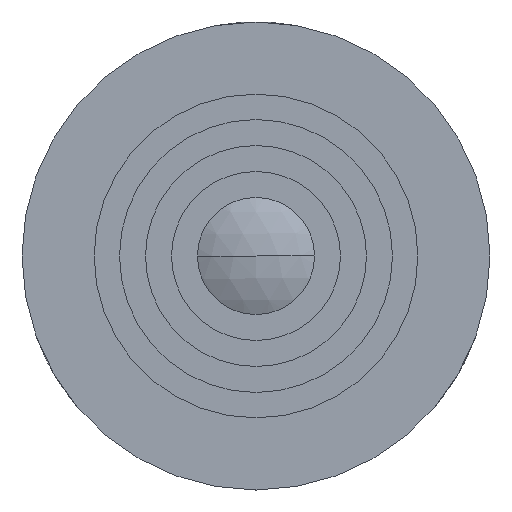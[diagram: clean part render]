
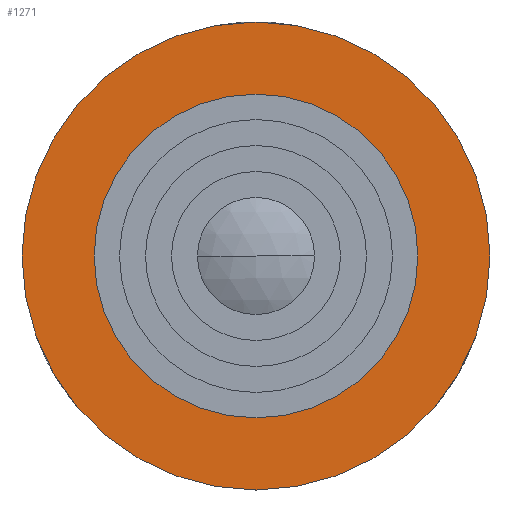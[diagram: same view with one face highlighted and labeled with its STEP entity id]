
A CAD part, left-side view. The second image highlights one B-rep face of the part: STEP entity #1271.
In plain terms, the highlighted planar face has unit normal (-1, 0, 0).
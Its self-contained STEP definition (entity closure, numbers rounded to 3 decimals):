
#18 = ORIENTED_EDGE ( 'NONE', *, *, #613, .T. ) ;
#213 = DIRECTION ( 'NONE',  ( -1., 0., 0. ) ) ;
#217 = DIRECTION ( 'NONE',  ( 0., 0., 1. ) ) ;
#417 = CARTESIAN_POINT ( 'NONE',  ( 0., 18., 0. ) ) ;
#425 = CARTESIAN_POINT ( 'NONE',  ( 0., 0., 0. ) ) ;
#440 = AXIS2_PLACEMENT_3D ( 'NONE', #425, #1966, #680 ) ;
#467 = CARTESIAN_POINT ( 'NONE',  ( 0., 0., 0. ) ) ;
#491 = VERTEX_POINT ( 'NONE', #2430 ) ;
#514 = DIRECTION ( 'NONE',  ( -1., 0., 0. ) ) ;
#613 = EDGE_CURVE ( 'NONE', #3256, #789, #1654, .T. ) ;
#680 = DIRECTION ( 'NONE',  ( 0., 0., 1. ) ) ;
#789 = VERTEX_POINT ( 'NONE', #833 ) ;
#817 = CIRCLE ( 'NONE', #3144, 12.45 ) ;
#833 = CARTESIAN_POINT ( 'NONE',  ( 0., 0., 18. ) ) ;
#892 = CARTESIAN_POINT ( 'NONE',  ( 0., 0., 12.45 ) ) ;
#995 = ORIENTED_EDGE ( 'NONE', *, *, #1230, .F. ) ;
#1230 = EDGE_CURVE ( 'NONE', #491, #1482, #3351, .T. ) ;
#1271 = ADVANCED_FACE ( 'NONE', ( #2817, #1537 ), #3344, .F. ) ;
#1286 = CARTESIAN_POINT ( 'NONE',  ( 0., 0., 0. ) ) ;
#1466 = DIRECTION ( 'NONE',  ( 1., 0., 0. ) ) ;
#1481 = CIRCLE ( 'NONE', #440, 18. ) ;
#1482 = VERTEX_POINT ( 'NONE', #892 ) ;
#1537 = FACE_OUTER_BOUND ( 'NONE', #2312, .T. ) ;
#1654 = CIRCLE ( 'NONE', #3223, 18. ) ;
#1728 = EDGE_CURVE ( 'NONE', #1482, #491, #817, .T. ) ;
#1966 = DIRECTION ( 'NONE',  ( -1., 0., 0. ) ) ;
#2022 = ORIENTED_EDGE ( 'NONE', *, *, #3091, .T. ) ;
#2097 = DIRECTION ( 'NONE',  ( 0., 0., 1. ) ) ;
#2244 = DIRECTION ( 'NONE',  ( 0., 0., 1. ) ) ;
#2312 = EDGE_LOOP ( 'NONE', ( #2022, #18 ) ) ;
#2320 = CARTESIAN_POINT ( 'NONE',  ( 0., 0., 0. ) ) ;
#2430 = CARTESIAN_POINT ( 'NONE',  ( 0., 0., -12.45 ) ) ;
#2431 = AXIS2_PLACEMENT_3D ( 'NONE', #467, #213, #2244 ) ;
#2817 = FACE_BOUND ( 'NONE', #3110, .T. ) ;
#2971 = AXIS2_PLACEMENT_3D ( 'NONE', #417, #1466, #3153 ) ;
#3078 = DIRECTION ( 'NONE',  ( -1., 0., 0. ) ) ;
#3091 = EDGE_CURVE ( 'NONE', #789, #3256, #1481, .T. ) ;
#3110 = EDGE_LOOP ( 'NONE', ( #3237, #995 ) ) ;
#3144 = AXIS2_PLACEMENT_3D ( 'NONE', #2320, #514, #2097 ) ;
#3153 = DIRECTION ( 'NONE',  ( 0., 0., -1. ) ) ;
#3223 = AXIS2_PLACEMENT_3D ( 'NONE', #1286, #3078, #217 ) ;
#3228 = CARTESIAN_POINT ( 'NONE',  ( 0., 0., -18. ) ) ;
#3237 = ORIENTED_EDGE ( 'NONE', *, *, #1728, .F. ) ;
#3256 = VERTEX_POINT ( 'NONE', #3228 ) ;
#3344 = PLANE ( 'NONE',  #2971 ) ;
#3351 = CIRCLE ( 'NONE', #2431, 12.45 ) ;
